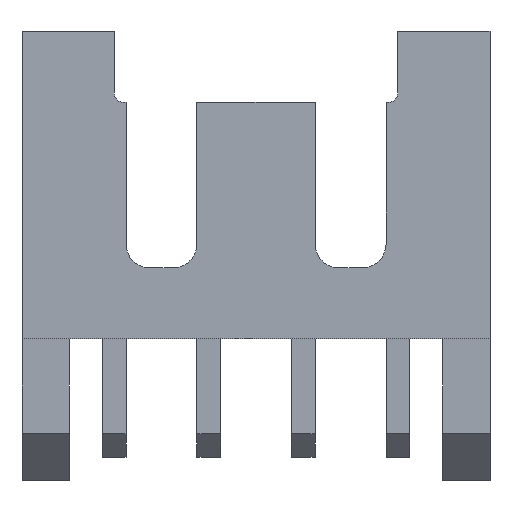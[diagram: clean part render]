
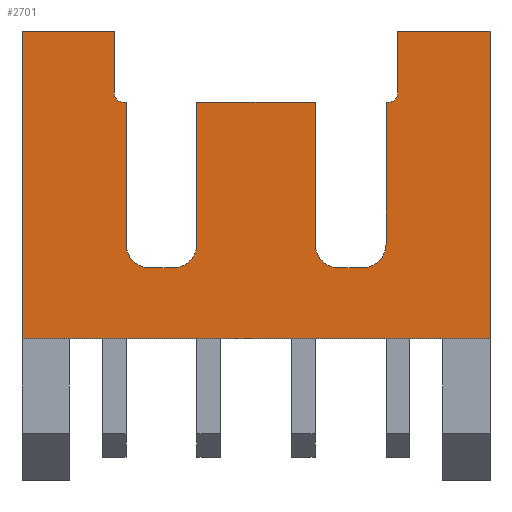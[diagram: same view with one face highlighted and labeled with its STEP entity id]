
A CAD part, front view. The second image highlights one B-rep face of the part: STEP entity #2701.
In plain terms, the highlighted planar face has unit normal (0, -1, 0).
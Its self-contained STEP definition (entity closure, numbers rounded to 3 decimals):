
#605=CARTESIAN_POINT('Vertex',(9.9,0.,0.)) ;
#608=CARTESIAN_POINT('Line Origine',(4.95,0.,0.)) ;
#612=CARTESIAN_POINT('Vertex',(0.,0.,0.)) ;
#1686=CARTESIAN_POINT('Vertex',(0.,0.,6.5)) ;
#1689=CARTESIAN_POINT('Line Origine',(0.975,0.,6.5)) ;
#1693=CARTESIAN_POINT('Vertex',(1.95,0.,6.5)) ;
#1819=CARTESIAN_POINT('Vertex',(6.2,0.,5.)) ;
#1826=CARTESIAN_POINT('Vertex',(3.7,0.,5.)) ;
#1829=CARTESIAN_POINT('Line Origine',(4.95,0.,5.)) ;
#1850=CARTESIAN_POINT('Vertex',(3.7,0.,2.)) ;
#1853=CARTESIAN_POINT('Line Origine',(3.7,0.,3.5)) ;
#1874=CARTESIAN_POINT('Vertex',(3.2,0.,1.5)) ;
#1877=CARTESIAN_POINT('Axis2P3D Location',(3.2,0.,2.)) ;
#1898=CARTESIAN_POINT('Vertex',(2.7,0.,1.5)) ;
#1901=CARTESIAN_POINT('Line Origine',(2.95,0.,1.5)) ;
#1922=CARTESIAN_POINT('Vertex',(2.2,0.,2.)) ;
#1925=CARTESIAN_POINT('Axis2P3D Location',(2.7,0.,2.)) ;
#1946=CARTESIAN_POINT('Vertex',(2.2,0.,5.)) ;
#1949=CARTESIAN_POINT('Line Origine',(2.2,0.,3.5)) ;
#1965=CARTESIAN_POINT('Vertex',(2.15,0.,5.)) ;
#1968=CARTESIAN_POINT('Line Origine',(2.175,0.,5.)) ;
#1989=CARTESIAN_POINT('Vertex',(1.95,0.,5.2)) ;
#1992=CARTESIAN_POINT('Axis2P3D Location',(2.15,0.,5.2)) ;
#2009=CARTESIAN_POINT('Line Origine',(1.95,0.,5.85)) ;
#2025=CARTESIAN_POINT('Vertex',(7.95,0.,6.5)) ;
#2028=CARTESIAN_POINT('Line Origine',(8.925,0.,6.5)) ;
#2032=CARTESIAN_POINT('Vertex',(9.9,0.,6.5)) ;
#2061=CARTESIAN_POINT('Line Origine',(7.95,0.,5.85)) ;
#2065=CARTESIAN_POINT('Vertex',(7.95,0.,5.2)) ;
#2089=CARTESIAN_POINT('Vertex',(7.75,0.,5.)) ;
#2092=CARTESIAN_POINT('Axis2P3D Location',(7.75,0.,5.2)) ;
#2108=CARTESIAN_POINT('Vertex',(7.7,0.,5.)) ;
#2111=CARTESIAN_POINT('Line Origine',(7.725,0.,5.)) ;
#2132=CARTESIAN_POINT('Vertex',(7.7,0.,2.)) ;
#2135=CARTESIAN_POINT('Line Origine',(7.7,0.,3.5)) ;
#2156=CARTESIAN_POINT('Vertex',(7.2,0.,1.5)) ;
#2159=CARTESIAN_POINT('Axis2P3D Location',(7.2,0.,2.)) ;
#2175=CARTESIAN_POINT('Vertex',(6.7,0.,1.5)) ;
#2178=CARTESIAN_POINT('Line Origine',(6.95,0.,1.5)) ;
#2199=CARTESIAN_POINT('Vertex',(6.2,0.,2.)) ;
#2202=CARTESIAN_POINT('Axis2P3D Location',(6.7,0.,2.)) ;
#2219=CARTESIAN_POINT('Line Origine',(6.2,0.,3.5)) ;
#2662=CARTESIAN_POINT('Axis2P3D Location',(9.9,0.,0.)) ;
#2667=CARTESIAN_POINT('Line Origine',(0.,0.,3.25)) ;
#2672=CARTESIAN_POINT('Line Origine',(9.9,0.,3.25)) ;
#609=DIRECTION('Vector Direction',(-1.,0.,0.)) ;
#1690=DIRECTION('Vector Direction',(-1.,0.,0.)) ;
#1830=DIRECTION('Vector Direction',(-1.,0.,0.)) ;
#1854=DIRECTION('Vector Direction',(0.,0.,1.)) ;
#1878=DIRECTION('Axis2P3D Direction',(-0.,1.,0.)) ;
#1902=DIRECTION('Vector Direction',(-1.,0.,0.)) ;
#1926=DIRECTION('Axis2P3D Direction',(0.,1.,0.)) ;
#1950=DIRECTION('Vector Direction',(0.,0.,-1.)) ;
#1969=DIRECTION('Vector Direction',(-1.,0.,0.)) ;
#1993=DIRECTION('Axis2P3D Direction',(0.,1.,0.)) ;
#2010=DIRECTION('Vector Direction',(0.,0.,-1.)) ;
#2029=DIRECTION('Vector Direction',(-1.,0.,0.)) ;
#2062=DIRECTION('Vector Direction',(0.,0.,1.)) ;
#2093=DIRECTION('Axis2P3D Direction',(-0.,1.,0.)) ;
#2112=DIRECTION('Vector Direction',(-1.,0.,0.)) ;
#2136=DIRECTION('Vector Direction',(0.,0.,1.)) ;
#2160=DIRECTION('Axis2P3D Direction',(-0.,1.,0.)) ;
#2179=DIRECTION('Vector Direction',(-1.,0.,0.)) ;
#2203=DIRECTION('Axis2P3D Direction',(0.,1.,0.)) ;
#2220=DIRECTION('Vector Direction',(0.,0.,-1.)) ;
#2663=DIRECTION('Axis2P3D Direction',(0.,1.,-0.)) ;
#2664=DIRECTION('Axis2P3D XDirection',(-1.,0.,0.)) ;
#2668=DIRECTION('Vector Direction',(0.,0.,1.)) ;
#2673=DIRECTION('Vector Direction',(0.,0.,1.)) ;
#1879=AXIS2_PLACEMENT_3D('Circle Axis2P3D',#1877,#1878,$) ;
#1927=AXIS2_PLACEMENT_3D('Circle Axis2P3D',#1925,#1926,$) ;
#1994=AXIS2_PLACEMENT_3D('Circle Axis2P3D',#1992,#1993,$) ;
#2094=AXIS2_PLACEMENT_3D('Circle Axis2P3D',#2092,#2093,$) ;
#2161=AXIS2_PLACEMENT_3D('Circle Axis2P3D',#2159,#2160,$) ;
#2204=AXIS2_PLACEMENT_3D('Circle Axis2P3D',#2202,#2203,$) ;
#2665=AXIS2_PLACEMENT_3D('Plane Axis2P3D',#2662,#2663,#2664) ;
#2678=ORIENTED_EDGE('',*,*,#2115,.F.) ;
#2679=ORIENTED_EDGE('',*,*,#2139,.F.) ;
#2680=ORIENTED_EDGE('',*,*,#2163,.T.) ;
#2681=ORIENTED_EDGE('',*,*,#2182,.F.) ;
#2682=ORIENTED_EDGE('',*,*,#2206,.T.) ;
#2683=ORIENTED_EDGE('',*,*,#2223,.F.) ;
#2684=ORIENTED_EDGE('',*,*,#1833,.F.) ;
#2685=ORIENTED_EDGE('',*,*,#1857,.F.) ;
#2686=ORIENTED_EDGE('',*,*,#1881,.T.) ;
#2687=ORIENTED_EDGE('',*,*,#1905,.F.) ;
#2688=ORIENTED_EDGE('',*,*,#1929,.T.) ;
#2689=ORIENTED_EDGE('',*,*,#1953,.F.) ;
#2690=ORIENTED_EDGE('',*,*,#1972,.F.) ;
#2691=ORIENTED_EDGE('',*,*,#1996,.T.) ;
#2692=ORIENTED_EDGE('',*,*,#2013,.F.) ;
#2693=ORIENTED_EDGE('',*,*,#1695,.F.) ;
#2694=ORIENTED_EDGE('',*,*,#2671,.F.) ;
#2695=ORIENTED_EDGE('',*,*,#614,.T.) ;
#2696=ORIENTED_EDGE('',*,*,#2676,.T.) ;
#2697=ORIENTED_EDGE('',*,*,#2034,.F.) ;
#2698=ORIENTED_EDGE('',*,*,#2067,.F.) ;
#2699=ORIENTED_EDGE('',*,*,#2096,.T.) ;
#610=VECTOR('Line Direction',#609,1.) ;
#1691=VECTOR('Line Direction',#1690,1.) ;
#1831=VECTOR('Line Direction',#1830,1.) ;
#1855=VECTOR('Line Direction',#1854,1.) ;
#1903=VECTOR('Line Direction',#1902,1.) ;
#1951=VECTOR('Line Direction',#1950,1.) ;
#1970=VECTOR('Line Direction',#1969,1.) ;
#2011=VECTOR('Line Direction',#2010,1.) ;
#2030=VECTOR('Line Direction',#2029,1.) ;
#2063=VECTOR('Line Direction',#2062,1.) ;
#2113=VECTOR('Line Direction',#2112,1.) ;
#2137=VECTOR('Line Direction',#2136,1.) ;
#2180=VECTOR('Line Direction',#2179,1.) ;
#2221=VECTOR('Line Direction',#2220,1.) ;
#2669=VECTOR('Line Direction',#2668,1.) ;
#2674=VECTOR('Line Direction',#2673,1.) ;
#2701=ADVANCED_FACE('PartBody',(#2700),#2666,.F.) ;
#1880=CIRCLE('generated circle',#1879,0.5) ;
#1928=CIRCLE('generated circle',#1927,0.5) ;
#1995=CIRCLE('generated circle',#1994,0.2) ;
#2095=CIRCLE('generated circle',#2094,0.2) ;
#2162=CIRCLE('generated circle',#2161,0.5) ;
#2205=CIRCLE('generated circle',#2204,0.5) ;
#614=EDGE_CURVE('',#613,#606,#611,.F.) ;
#1695=EDGE_CURVE('',#1687,#1694,#1692,.F.) ;
#1833=EDGE_CURVE('',#1827,#1820,#1832,.F.) ;
#1857=EDGE_CURVE('',#1851,#1827,#1856,.T.) ;
#1881=EDGE_CURVE('',#1851,#1875,#1880,.T.) ;
#1905=EDGE_CURVE('',#1899,#1875,#1904,.F.) ;
#1929=EDGE_CURVE('',#1899,#1923,#1928,.T.) ;
#1953=EDGE_CURVE('',#1947,#1923,#1952,.T.) ;
#1972=EDGE_CURVE('',#1966,#1947,#1971,.F.) ;
#1996=EDGE_CURVE('',#1966,#1990,#1995,.T.) ;
#2013=EDGE_CURVE('',#1694,#1990,#2012,.T.) ;
#2034=EDGE_CURVE('',#2026,#2033,#2031,.F.) ;
#2067=EDGE_CURVE('',#2066,#2026,#2064,.T.) ;
#2096=EDGE_CURVE('',#2066,#2090,#2095,.T.) ;
#2115=EDGE_CURVE('',#2109,#2090,#2114,.F.) ;
#2139=EDGE_CURVE('',#2133,#2109,#2138,.T.) ;
#2163=EDGE_CURVE('',#2133,#2157,#2162,.T.) ;
#2182=EDGE_CURVE('',#2176,#2157,#2181,.F.) ;
#2206=EDGE_CURVE('',#2176,#2200,#2205,.T.) ;
#2223=EDGE_CURVE('',#1820,#2200,#2222,.T.) ;
#2671=EDGE_CURVE('',#613,#1687,#2670,.T.) ;
#2676=EDGE_CURVE('',#606,#2033,#2675,.T.) ;
#2677=EDGE_LOOP('',(#2678,#2679,#2680,#2681,#2682,#2683,#2684,#2685,#2686,#2687,#2688,#2689,#2690,#2691,#2692,#2693,#2694,#2695,#2696,#2697,#2698,#2699)) ;
#2700=FACE_OUTER_BOUND('',#2677,.T.) ;
#611=LINE('Line',#608,#610) ;
#1692=LINE('Line',#1689,#1691) ;
#1832=LINE('Line',#1829,#1831) ;
#1856=LINE('Line',#1853,#1855) ;
#1904=LINE('Line',#1901,#1903) ;
#1952=LINE('Line',#1949,#1951) ;
#1971=LINE('Line',#1968,#1970) ;
#2012=LINE('Line',#2009,#2011) ;
#2031=LINE('Line',#2028,#2030) ;
#2064=LINE('Line',#2061,#2063) ;
#2114=LINE('Line',#2111,#2113) ;
#2138=LINE('Line',#2135,#2137) ;
#2181=LINE('Line',#2178,#2180) ;
#2222=LINE('Line',#2219,#2221) ;
#2670=LINE('Line',#2667,#2669) ;
#2675=LINE('Line',#2672,#2674) ;
#2666=PLANE('',#2665) ;
#606=VERTEX_POINT('',#605) ;
#613=VERTEX_POINT('',#612) ;
#1687=VERTEX_POINT('',#1686) ;
#1694=VERTEX_POINT('',#1693) ;
#1820=VERTEX_POINT('',#1819) ;
#1827=VERTEX_POINT('',#1826) ;
#1851=VERTEX_POINT('',#1850) ;
#1875=VERTEX_POINT('',#1874) ;
#1899=VERTEX_POINT('',#1898) ;
#1923=VERTEX_POINT('',#1922) ;
#1947=VERTEX_POINT('',#1946) ;
#1966=VERTEX_POINT('',#1965) ;
#1990=VERTEX_POINT('',#1989) ;
#2026=VERTEX_POINT('',#2025) ;
#2033=VERTEX_POINT('',#2032) ;
#2066=VERTEX_POINT('',#2065) ;
#2090=VERTEX_POINT('',#2089) ;
#2109=VERTEX_POINT('',#2108) ;
#2133=VERTEX_POINT('',#2132) ;
#2157=VERTEX_POINT('',#2156) ;
#2176=VERTEX_POINT('',#2175) ;
#2200=VERTEX_POINT('',#2199) ;
